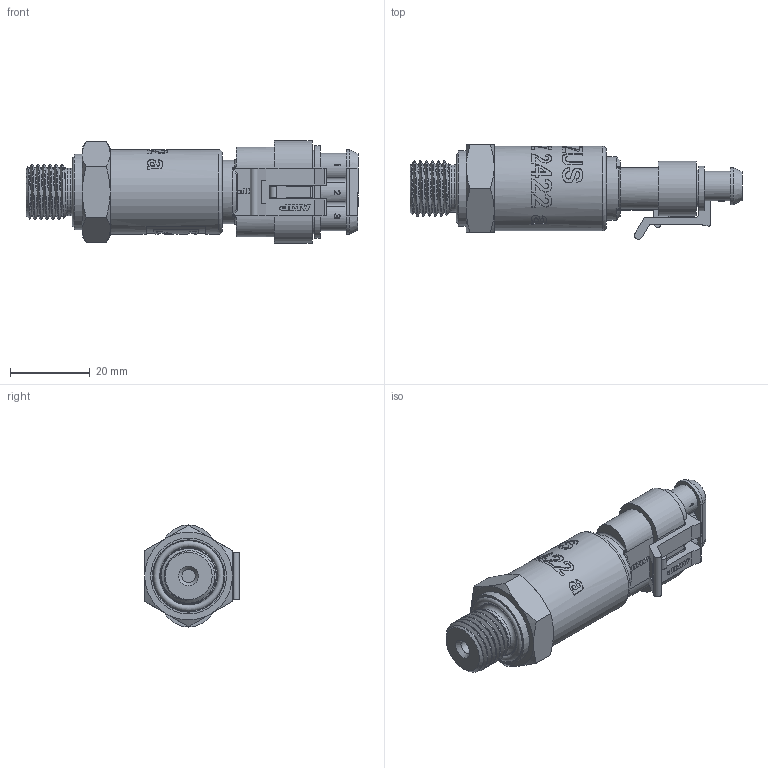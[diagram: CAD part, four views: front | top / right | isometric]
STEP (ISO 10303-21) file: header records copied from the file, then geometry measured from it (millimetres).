
FILE_DESCRIPTION(/* description */ (''),/* implementation_level */ '2;1');
FILE_NAME(/* name */ 'APZ2422a_M14x1,5DIN_AMP.step',/* time_stamp */ '2021-07-14T15:52:13+03:00',/* author */ (''),/* organization */ (''),/* preprocessor_version */ 'ST-DEVELOPER v18.1',/* originating_system */ 'Autodesk Translation Framework v10.9.0.1377',/* authorisation */ '');
FILE_SCHEMA (('AUTOMOTIVE_DESIGN { 1 0 10303 214 3 1 1 }'));
Products named in the file (4): АПЗ 2422 a - filled (not 100% correct
); M14x1,5 DIN; Superseal male v3; Superseal female v3
Assembly tree (3 placements, depth 2):
  АПЗ 2422 a - filled (not 100% correct
)
    M14x1,5 DIN
    Superseal male v3
    Superseal female v3
Bounding box: 83.2 x 23.72 x 25.6 mm (x, y, z)
Volume: 22706.3 mm3; surface area: 14962.2 mm2
Topology: 13 solids, 13 shells, 1388 faces, 3715 edges, 2420 vertices
Faces by surface type: plane 682, bspline 326, cylinder 260, torus 87, cone 33
Full cylindrical faces by diameter (mm): 1 x3, 3.3 x1, 3.4 x6, 3.9 x3, 4.4 x6, 5.5 x3, 5.9 x3, 11.8 x1, 12.137 x5, 13.85 x4, 14.5 x1, 16 x1, 16.2 x1, 17.7 x1, 18.25 x1, 19 x1, 20.45 x1, 21.2 x1
Entity records: 53671 total; most frequent: CARTESIAN_POINT 20704, ORIENTED_EDGE 7430, DIRECTION 5812, EDGE_CURVE 3715, VERTEX_POINT 2420, LINE 2150, VECTOR 2150, AXIS2_PLACEMENT_3D 1831
